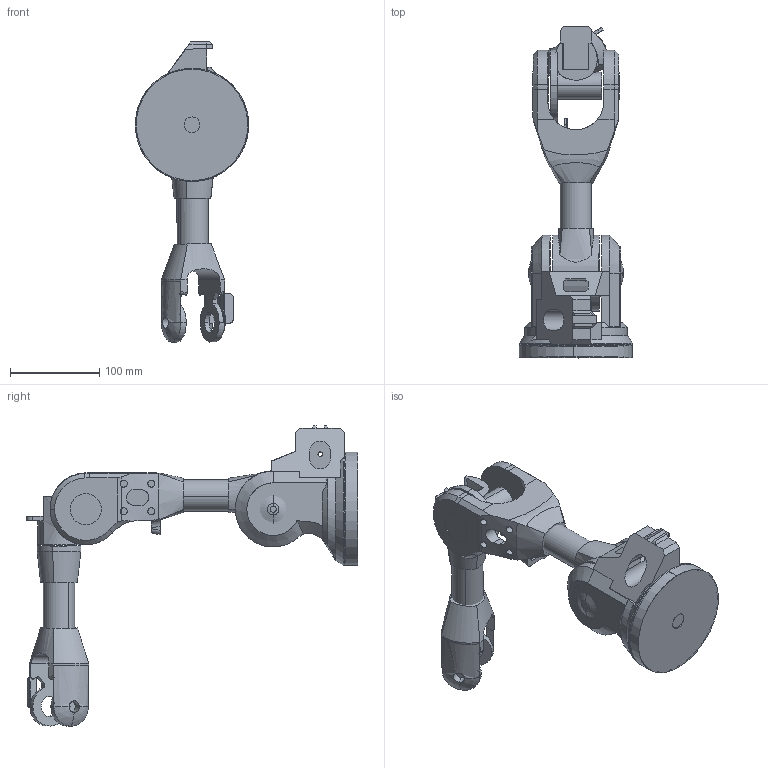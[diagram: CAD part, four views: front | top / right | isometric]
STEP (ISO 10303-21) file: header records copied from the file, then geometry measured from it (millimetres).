
FILE_DESCRIPTION (( 'STEP AP214' ), '1' );
FILE_NAME ('arm.STEP', '2022-05-21T14:18:59', ( '' ), ( '' ), 'SwSTEP 2.0', 'SolidWorks 2022', '' );
FILE_SCHEMA (( 'AUTOMOTIVE_DESIGN' ));
Length unit declared in the file: millimetre
Products named in the file (1): arm
Bounding box: 126.9 x 372 x 336.78 mm (x, y, z)
Surface area: 293622.8 mm2 (no closed solid volume)
Topology: 0 solids, 18 shells, 411 faces, 1477 edges, 1051 vertices
Faces by surface type: plane 194, bspline 107, cylinder 86, cone 16, torus 4, sphere 4
Entity records: 28252 total; most frequent: CARTESIAN_POINT 12576, ORIENTED_EDGE 2414, DIRECTION 1821, EDGE_CURVE 1477, VERTEX_POINT 1051, LINE 743, VECTOR 743, AXIS2_PLACEMENT_3D 539
